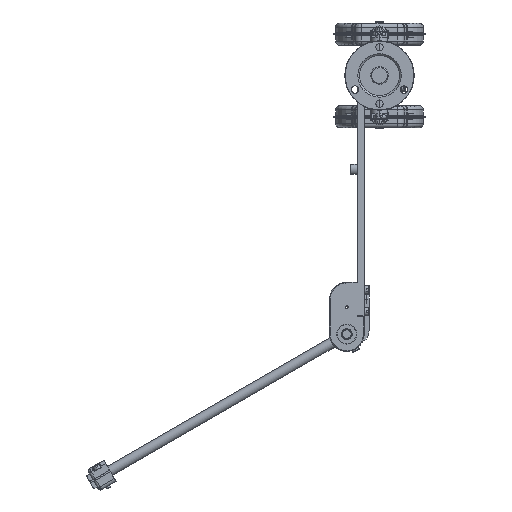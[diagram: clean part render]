
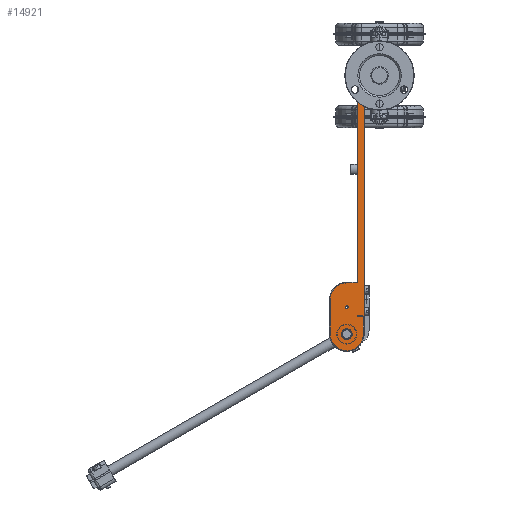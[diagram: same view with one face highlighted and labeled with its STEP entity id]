
A CAD part, front view. The second image highlights one B-rep face of the part: STEP entity #14921.
In plain terms, the highlighted planar face has unit normal (0, -1, 0).
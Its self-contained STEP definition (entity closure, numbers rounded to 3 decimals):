
#1190=DIRECTION('',(0.,0.,1.));
#1191=VECTOR('',#1190,260.);
#1192=CARTESIAN_POINT('',(-25.75,445.,-239.));
#1193=LINE('',#1192,#1191);
#1520=DIRECTION('',(1.,0.,0.));
#1521=VECTOR('',#1520,8.);
#1522=CARTESIAN_POINT('',(-25.75,445.,-277.));
#1523=LINE('',#1522,#1521);
#1524=DIRECTION('',(0.,0.,-1.));
#1525=VECTOR('',#1524,1.);
#1526=CARTESIAN_POINT('',(-25.75,445.,-277.));
#1527=LINE('',#1526,#1525);
#1528=DIRECTION('',(-1.,0.,0.));
#1529=VECTOR('',#1528,7.);
#1530=CARTESIAN_POINT('',(-18.75,445.,-278.));
#1531=LINE('',#1530,#1529);
#1532=DIRECTION('',(0.,0.,1.));
#1533=VECTOR('',#1532,20.);
#1534=CARTESIAN_POINT('',(-18.75,445.,
-298.));
#1535=LINE('',#1534,#1533);
#1536=CARTESIAN_POINT('',(-37.75,445.,-298.));
#1537=DIRECTION('',(0.,-1.,0.));
#1538=DIRECTION('',(-1.,0.,0.));
#1539=AXIS2_PLACEMENT_3D('',#1536,#1537,#1538);
#1541=DIRECTION('',(0.,0.,-1.));
#1542=VECTOR('',#1541,40.);
#1543=CARTESIAN_POINT('',(-56.75,445.,
-258.));
#1544=LINE('',#1543,#1542);
#1545=CARTESIAN_POINT('',(-37.75,445.,-258.));
#1546=DIRECTION('',(0.,-1.,0.));
#1547=DIRECTION('',(0.,0.,1.));
#1548=AXIS2_PLACEMENT_3D('',#1545,#1546,#1547);
#1550=DIRECTION('',(-1.,0.,0.));
#1551=VECTOR('',#1550,12.);
#1552=CARTESIAN_POINT('',(-25.75,445.,-239.));
#1553=LINE('',#1552,#1551);
#1554=DIRECTION('',(1.,0.,0.));
#1555=VECTOR('',#1554,8.);
#1556=CARTESIAN_POINT('',(-25.75,445.,21.));
#1557=LINE('',#1556,#1555);
#1558=CARTESIAN_POINT('',(-37.75,445.,-298.));
#1559=DIRECTION('',(0.,1.,0.));
#1560=DIRECTION('',(0.,0.,-1.));
#1561=AXIS2_PLACEMENT_3D('',#1558,#1559,#1560);
#1563=CARTESIAN_POINT('',(-37.75,445.,-298.));
#1564=DIRECTION('',(0.,1.,0.));
#1565=DIRECTION('',(0.,0.,1.));
#1566=AXIS2_PLACEMENT_3D('',#1563,#1564,#1565);
#1568=CARTESIAN_POINT('',(-37.75,445.,-267.));
#1569=DIRECTION('',(0.,1.,0.));
#1570=DIRECTION('',(0.,0.,1.));
#1571=AXIS2_PLACEMENT_3D('',#1568,#1569,#1570);
#1573=CARTESIAN_POINT('',(-37.75,445.,-267.));
#1574=DIRECTION('',(0.,1.,0.));
#1575=DIRECTION('',(0.,0.,-1.));
#1576=AXIS2_PLACEMENT_3D('',#1573,#1574,#1575);
#1622=DIRECTION('',(0.,0.,1.));
#1623=VECTOR('',#1622,257.25);
#1624=CARTESIAN_POINT('',(-17.75,445.,-277.));
#1625=LINE('',#1624,#1623);
#2015=CARTESIAN_POINT('',(-17.75,445.,-17.75));
#2016=DIRECTION('',(0.,1.,0.));
#2017=DIRECTION('',(0.,0.,-1.));
#2018=AXIS2_PLACEMENT_3D('',#2015,#2016,#2017);
#2020=DIRECTION('',(0.,0.,-1.));
#2021=VECTOR('',#2020,35.5);
#2022=CARTESIAN_POINT('',(-19.75,445.,17.75));
#2023=LINE('',#2022,#2021);
#2032=CARTESIAN_POINT('',(-17.75,445.,17.75));
#2033=DIRECTION('',(0.,1.,0.));
#2034=DIRECTION('',(-1.,0.,0.));
#2035=AXIS2_PLACEMENT_3D('',#2032,#2033,#2034);
#5488=DIRECTION('',(0.,0.,1.));
#5489=VECTOR('',#5488,1.25);
#5490=CARTESIAN_POINT('',(-17.75,445.,19.75));
#5491=LINE('',#5490,#5489);
#11869=CARTESIAN_POINT('',(-17.75,445.,21.));
#11871=VERTEX_POINT('',#11869);
#11872=CARTESIAN_POINT('',(-25.75,445.,21.));
#11873=VERTEX_POINT('',#11872);
#11976=CARTESIAN_POINT('',(-17.75,445.,-19.75));
#11978=VERTEX_POINT('',#11976);
#11980=CARTESIAN_POINT('',(-17.75,445.,19.75));
#11982=VERTEX_POINT('',#11980);
#11984=CARTESIAN_POINT('',(-19.75,445.,17.75));
#11985=CARTESIAN_POINT('',(-19.75,445.,-17.75));
#11986=VERTEX_POINT('',#11984);
#11987=VERTEX_POINT('',#11985);
#11996=CARTESIAN_POINT('',(-17.75,445.,-277.));
#11997=VERTEX_POINT('',#11996);
#12000=CARTESIAN_POINT('',(-37.75,445.,-265.35));
#12001=CARTESIAN_POINT('',(-37.75,445.,-268.65));
#12002=VERTEX_POINT('',#12000);
#12003=VERTEX_POINT('',#12001);
#12028=CARTESIAN_POINT('',(-18.75,445.,
-298.));
#12029=CARTESIAN_POINT('',(-18.75,445.,-278.));
#12030=VERTEX_POINT('',#12028);
#12031=VERTEX_POINT('',#12029);
#12032=CARTESIAN_POINT('',(-56.75,445.,-298.));
#12033=VERTEX_POINT('',#12032);
#12038=CARTESIAN_POINT('',(-56.75,445.,
-258.));
#12039=VERTEX_POINT('',#12038);
#12042=CARTESIAN_POINT('',(-37.75,445.,-239.));
#12043=VERTEX_POINT('',#12042);
#12046=CARTESIAN_POINT('',(-25.75,445.,-278.));
#12047=VERTEX_POINT('',#12046);
#12068=CARTESIAN_POINT('',(-37.75,445.,-304.3));
#12069=CARTESIAN_POINT('',(-37.75,445.,-291.7));
#12070=VERTEX_POINT('',#12068);
#12071=VERTEX_POINT('',#12069);
#12092=CARTESIAN_POINT('',(-25.75,445.,-239.));
#12093=VERTEX_POINT('',#12092);
#12102=CARTESIAN_POINT('',(-25.75,445.,-277.));
#12103=VERTEX_POINT('',#12102);
#14874=CARTESIAN_POINT('',(-25.75,445.,-278.));
#14875=DIRECTION('',(0.,-1.,0.));
#14876=DIRECTION('',(0.,0.,1.));
#14877=AXIS2_PLACEMENT_3D('',#14874,#14875,#14876);
#14878=PLANE('',#14877);
#14880=ORIENTED_EDGE('',*,*,#14879,.F.);
#14882=ORIENTED_EDGE('',*,*,#14881,.T.);
#14884=ORIENTED_EDGE('',*,*,#14883,.F.);
#14886=ORIENTED_EDGE('',*,*,#14885,.F.);
#14888=ORIENTED_EDGE('',*,*,#14887,.F.);
#14890=ORIENTED_EDGE('',*,*,#14889,.F.);
#14892=ORIENTED_EDGE('',*,*,#14891,.F.);
#14893=ORIENTED_EDGE('',*,*,#14859,.F.);
#14894=ORIENTED_EDGE('',*,*,#14497,.T.);
#14896=ORIENTED_EDGE('',*,*,#14895,.T.);
#14898=ORIENTED_EDGE('',*,*,#14897,.F.);
#14900=ORIENTED_EDGE('',*,*,#14899,.F.);
#14902=ORIENTED_EDGE('',*,*,#14901,.T.);
#14904=ORIENTED_EDGE('',*,*,#14903,.F.);
#14906=ORIENTED_EDGE('',*,*,#14905,.F.);
#14907=EDGE_LOOP('',(#14880,#14882,#14884,#14886,#14888,#14890,#14892,#14893,
#14894,#14896,#14898,#14900,#14902,#14904,#14906));
#14908=FACE_OUTER_BOUND('',#14907,.F.);
#14910=ORIENTED_EDGE('',*,*,#14909,.F.);
#14912=ORIENTED_EDGE('',*,*,#14911,.F.);
#14913=EDGE_LOOP('',(#14910,#14912));
#14914=FACE_BOUND('',#14913,.F.);
#14916=ORIENTED_EDGE('',*,*,#14915,.F.);
#14918=ORIENTED_EDGE('',*,*,#14917,.F.);
#14919=EDGE_LOOP('',(#14916,#14918));
#14920=FACE_BOUND('',#14919,.F.);
#14921=ADVANCED_FACE('',(#14908,#14914,#14920),#14878,.T.);
#1540=CIRCLE('',#1539,19.);
#1549=CIRCLE('',#1548,19.);
#1562=CIRCLE('',#1561,6.3);
#1567=CIRCLE('',#1566,6.3);
#1572=CIRCLE('',#1571,1.65);
#1577=CIRCLE('',#1576,1.65);
#2019=CIRCLE('',#2018,2.);
#2036=CIRCLE('',#2035,2.);
#14497=EDGE_CURVE('',#12093,#11873,#1193,.T.);
#14859=EDGE_CURVE('',#12093,#12043,#1553,.T.);
#14879=EDGE_CURVE('',#12103,#11997,#1523,.T.);
#14881=EDGE_CURVE('',#12103,#12047,#1527,.T.);
#14883=EDGE_CURVE('',#12031,#12047,#1531,.T.);
#14885=EDGE_CURVE('',#12030,#12031,#1535,.T.);
#14887=EDGE_CURVE('',#12033,#12030,#1540,.T.);
#14889=EDGE_CURVE('',#12039,#12033,#1544,.T.);
#14891=EDGE_CURVE('',#12043,#12039,#1549,.T.);
#14895=EDGE_CURVE('',#11873,#11871,#1557,.T.);
#14897=EDGE_CURVE('',#11982,#11871,#5491,.T.);
#14899=EDGE_CURVE('',#11986,#11982,#2036,.T.);
#14901=EDGE_CURVE('',#11986,#11987,#2023,.T.);
#14903=EDGE_CURVE('',#11978,#11987,#2019,.T.);
#14905=EDGE_CURVE('',#11997,#11978,#1625,.T.);
#14909=EDGE_CURVE('',#12070,#12071,#1562,.T.);
#14911=EDGE_CURVE('',#12071,#12070,#1567,.T.);
#14915=EDGE_CURVE('',#12002,#12003,#1572,.T.);
#14917=EDGE_CURVE('',#12003,#12002,#1577,.T.);
